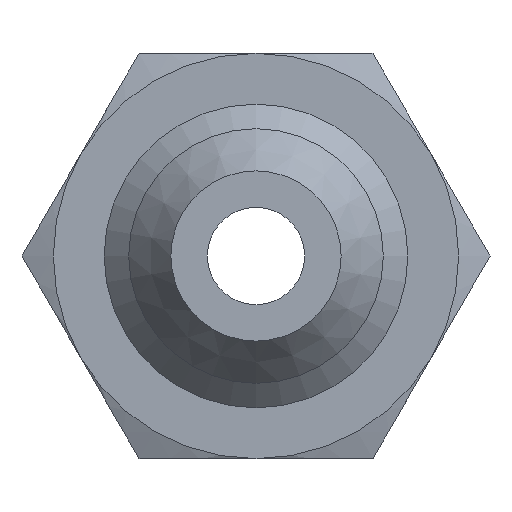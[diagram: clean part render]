
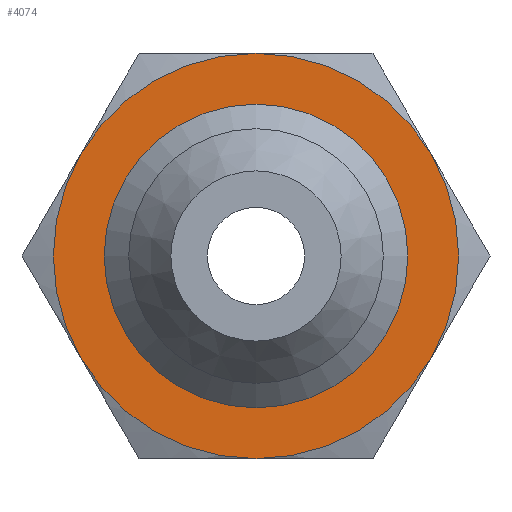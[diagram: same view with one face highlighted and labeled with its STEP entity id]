
A CAD part, left-side view. The second image highlights one B-rep face of the part: STEP entity #4074.
In plain terms, the highlighted planar face has unit normal (-1, 0, 0).
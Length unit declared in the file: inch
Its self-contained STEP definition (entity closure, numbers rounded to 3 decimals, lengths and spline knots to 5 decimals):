
#2757=CARTESIAN_POINT('',(0.0,0.,0.375));
#2758=VERTEX_POINT('',#2757);
#3450=CARTESIAN_POINT('',(0.0,0.,0.2395));
#3451=VERTEX_POINT('',#3450);
#3452=CARTESIAN_POINT('',(0.0,0.0,0.));
#3453=DIRECTION('',(-1.0,0.0,0.0));
#3454=DIRECTION('',(0.0,0.0,-1.0));
#3455=AXIS2_PLACEMENT_3D('',#3452,#3453,#3454);
#3456=CIRCLE('',#3455,0.2395);
#3457=EDGE_CURVE('',#3451,#3451,#3456,.T.);
#3708=CARTESIAN_POINT('',(0.0,0.32476,0.1875));
#3709=VERTEX_POINT('',#3708);
#3723=CARTESIAN_POINT('',(0.0,0.0,0.0));
#3724=DIRECTION('',(-1.0,0.0,0.0));
#3725=DIRECTION('',(0.0,1.0,0.0));
#3726=AXIS2_PLACEMENT_3D('',#3723,#3724,#3725);
#3727=CIRCLE('',#3726,0.375);
#3728=EDGE_CURVE('',#2758,#3709,#3727,.T.);
#3738=CARTESIAN_POINT('',(0.0,-0.32476,0.1875));
#3739=VERTEX_POINT('',#3738);
#3754=CARTESIAN_POINT('',(0.0,0.0,0.0));
#3755=DIRECTION('',(-1.0,0.0,0.0));
#3756=DIRECTION('',(0.0,1.0,0.0));
#3757=AXIS2_PLACEMENT_3D('',#3754,#3755,#3756);
#3758=CIRCLE('',#3757,0.375);
#3759=EDGE_CURVE('',#3739,#2758,#3758,.T.);
#3771=CARTESIAN_POINT('',(0.0,-0.32476,-0.1875));
#3772=VERTEX_POINT('',#3771);
#3799=CARTESIAN_POINT('',(0.0,0.0,0.0));
#3800=DIRECTION('',(-1.0,0.0,0.0));
#3801=DIRECTION('',(0.0,1.0,0.0));
#3802=AXIS2_PLACEMENT_3D('',#3799,#3800,#3801);
#3803=CIRCLE('',#3802,0.375);
#3804=EDGE_CURVE('',#3772,#3739,#3803,.T.);
#3829=CARTESIAN_POINT('',(0.0,0.,-0.375));
#3830=VERTEX_POINT('',#3829);
#3831=CARTESIAN_POINT('',(0.0,0.0,0.0));
#3832=DIRECTION('',(-1.0,0.0,0.0));
#3833=DIRECTION('',(0.0,1.0,0.0));
#3834=AXIS2_PLACEMENT_3D('',#3831,#3832,#3833);
#3835=CIRCLE('',#3834,0.375);
#3836=EDGE_CURVE('',#3830,#3772,#3835,.T.);
#3874=CARTESIAN_POINT('',(0.0,0.32476,-0.1875));
#3875=VERTEX_POINT('',#3874);
#3876=CARTESIAN_POINT('',(0.0,0.0,0.0));
#3877=DIRECTION('',(-1.0,0.0,0.0));
#3878=DIRECTION('',(0.0,1.0,0.0));
#3879=AXIS2_PLACEMENT_3D('',#3876,#3877,#3878);
#3880=CIRCLE('',#3879,0.375);
#3881=EDGE_CURVE('',#3875,#3830,#3880,.T.);
#3919=CARTESIAN_POINT('',(0.0,0.0,0.0));
#3920=DIRECTION('',(-1.0,0.0,0.0));
#3921=DIRECTION('',(0.0,1.0,0.0));
#3922=AXIS2_PLACEMENT_3D('',#3919,#3920,#3921);
#3923=CIRCLE('',#3922,0.375);
#3924=EDGE_CURVE('',#3709,#3875,#3923,.T.);
#4058=CARTESIAN_POINT('',(0.0,0.,0.));
#4059=DIRECTION('',(1.0,0.0,0.0));
#4060=DIRECTION('',(0.0,0.0,-1.0));
#4061=AXIS2_PLACEMENT_3D('',#4058,#4059,#4060);
#4062=PLANE('',#4061);
#4063=ORIENTED_EDGE('',*,*,#3924,.T.);
#4064=ORIENTED_EDGE('',*,*,#3881,.T.);
#4065=ORIENTED_EDGE('',*,*,#3836,.T.);
#4066=ORIENTED_EDGE('',*,*,#3804,.T.);
#4067=ORIENTED_EDGE('',*,*,#3759,.T.);
#4068=ORIENTED_EDGE('',*,*,#3728,.T.);
#4069=EDGE_LOOP('',(#4063,#4064,#4065,#4066,#4067,#4068));
#4070=FACE_OUTER_BOUND('',#4069,.T.);
#4071=ORIENTED_EDGE('',*,*,#3457,.F.);
#4072=EDGE_LOOP('',(#4071));
#4073=FACE_BOUND('',#4072,.T.);
#4074=ADVANCED_FACE('',(#4070,#4073),#4062,.F.);
